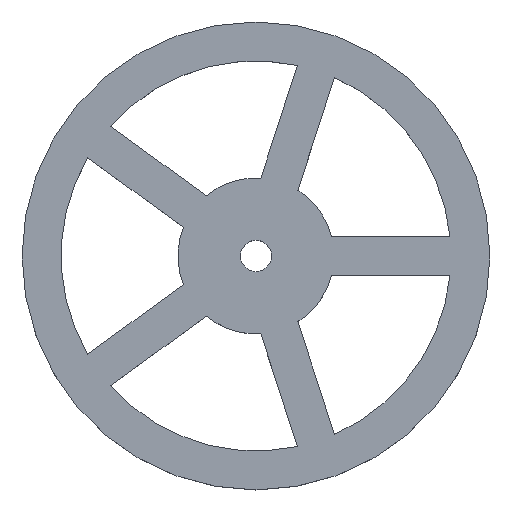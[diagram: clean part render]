
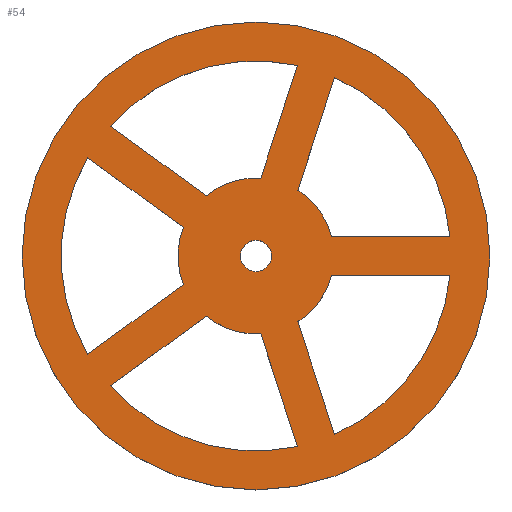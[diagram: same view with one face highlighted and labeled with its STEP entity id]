
A CAD part, top view. The second image highlights one B-rep face of the part: STEP entity #54.
In plain terms, the highlighted planar face has unit normal (0, 0, 1).
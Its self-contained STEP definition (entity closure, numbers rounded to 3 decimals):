
#54=ADVANCED_FACE('',(#96,#98,#100,#102,#104,#106,#108),#110,.T.);
#96=FACE_BOUND('',#97,.T.);
#97=EDGE_LOOP('',(#295));
#98=FACE_BOUND('',#99,.T.);
#99=EDGE_LOOP('',(#296));
#100=FACE_BOUND('',#101,.T.);
#101=EDGE_LOOP('',(#297,#298,#299,#300));
#102=FACE_BOUND('',#103,.T.);
#103=EDGE_LOOP('',(#301,#302,#303,#304));
#104=FACE_BOUND('',#105,.T.);
#105=EDGE_LOOP('',(#305,#306,#307,#308));
#106=FACE_BOUND('',#107,.T.);
#107=EDGE_LOOP('',(#309,#310,#311,#312));
#108=FACE_BOUND('',#109,.T.);
#109=EDGE_LOOP('',(#313,#314,#315,#316));
#110=PLANE('',#111);
#111=AXIS2_PLACEMENT_3D('',#112,#113,#114);
#112=CARTESIAN_POINT('',(0.,0.,7.));
#113=DIRECTION('',(0.,0.,1.));
#114=DIRECTION('',(-1.,0.,0.));
#295=ORIENTED_EDGE('',*,*,#423,.T.);
#296=ORIENTED_EDGE('',*,*,#424,.T.);
#297=ORIENTED_EDGE('',*,*,#425,.T.);
#298=ORIENTED_EDGE('',*,*,#426,.T.);
#299=ORIENTED_EDGE('',*,*,#427,.T.);
#300=ORIENTED_EDGE('',*,*,#428,.T.);
#301=ORIENTED_EDGE('',*,*,#429,.T.);
#302=ORIENTED_EDGE('',*,*,#430,.T.);
#303=ORIENTED_EDGE('',*,*,#431,.T.);
#304=ORIENTED_EDGE('',*,*,#432,.T.);
#305=ORIENTED_EDGE('',*,*,#433,.T.);
#306=ORIENTED_EDGE('',*,*,#434,.T.);
#307=ORIENTED_EDGE('',*,*,#435,.T.);
#308=ORIENTED_EDGE('',*,*,#436,.T.);
#309=ORIENTED_EDGE('',*,*,#437,.T.);
#310=ORIENTED_EDGE('',*,*,#438,.T.);
#311=ORIENTED_EDGE('',*,*,#439,.T.);
#312=ORIENTED_EDGE('',*,*,#440,.T.);
#313=ORIENTED_EDGE('',*,*,#441,.T.);
#314=ORIENTED_EDGE('',*,*,#442,.T.);
#315=ORIENTED_EDGE('',*,*,#443,.T.);
#316=ORIENTED_EDGE('',*,*,#444,.T.);
#423=EDGE_CURVE('',#509,#509,#510,.T.);
#424=EDGE_CURVE('',#511,#511,#512,.F.);
#425=EDGE_CURVE('',#513,#514,#515,.F.);
#426=EDGE_CURVE('',#514,#516,#517,.F.);
#427=EDGE_CURVE('',#516,#518,#519,.F.);
#428=EDGE_CURVE('',#518,#513,#520,.F.);
#429=EDGE_CURVE('',#521,#522,#523,.F.);
#430=EDGE_CURVE('',#522,#524,#525,.F.);
#431=EDGE_CURVE('',#524,#526,#527,.F.);
#432=EDGE_CURVE('',#526,#521,#528,.F.);
#433=EDGE_CURVE('',#529,#530,#531,.F.);
#434=EDGE_CURVE('',#530,#532,#533,.F.);
#435=EDGE_CURVE('',#532,#534,#535,.F.);
#436=EDGE_CURVE('',#534,#529,#536,.F.);
#437=EDGE_CURVE('',#537,#538,#539,.F.);
#438=EDGE_CURVE('',#538,#540,#541,.F.);
#439=EDGE_CURVE('',#540,#542,#543,.F.);
#440=EDGE_CURVE('',#542,#537,#544,.F.);
#441=EDGE_CURVE('',#545,#546,#547,.F.);
#442=EDGE_CURVE('',#546,#548,#549,.F.);
#443=EDGE_CURVE('',#548,#550,#551,.F.);
#444=EDGE_CURVE('',#550,#545,#552,.F.);
#509=VERTEX_POINT('',#673);
#510=CIRCLE('',#674,30.);
#511=VERTEX_POINT('',#678);
#512=CIRCLE('',#679,2.);
#513=VERTEX_POINT('',#683);
#514=VERTEX_POINT('',#684);
#515=CIRCLE('',#685,10.);
#516=VERTEX_POINT('',#689);
#517=LINE('',#690,#691);
#518=VERTEX_POINT('',#693);
#519=CIRCLE('',#694,25.);
#520=LINE('',#698,#699);
#521=VERTEX_POINT('',#701);
#522=VERTEX_POINT('',#702);
#523=CIRCLE('',#703,10.);
#524=VERTEX_POINT('',#707);
#525=LINE('',#708,#709);
#526=VERTEX_POINT('',#711);
#527=CIRCLE('',#712,25.);
#528=LINE('',#716,#717);
#529=VERTEX_POINT('',#719);
#530=VERTEX_POINT('',#720);
#531=LINE('',#721,#722);
#532=VERTEX_POINT('',#724);
#533=CIRCLE('',#725,25.);
#534=VERTEX_POINT('',#729);
#535=LINE('',#730,#731);
#536=CIRCLE('',#733,10.);
#537=VERTEX_POINT('',#737);
#538=VERTEX_POINT('',#738);
#539=LINE('',#739,#740);
#540=VERTEX_POINT('',#742);
#541=CIRCLE('',#743,25.);
#542=VERTEX_POINT('',#747);
#543=LINE('',#748,#749);
#544=CIRCLE('',#751,10.);
#545=VERTEX_POINT('',#755);
#546=VERTEX_POINT('',#756);
#547=LINE('',#757,#758);
#548=VERTEX_POINT('',#760);
#549=CIRCLE('',#761,25.);
#550=VERTEX_POINT('',#765);
#551=LINE('',#766,#767);
#552=CIRCLE('',#769,10.);
#673=CARTESIAN_POINT('',(-30.,0.,7.));
#674=AXIS2_PLACEMENT_3D('',#675,#676,#677);
#675=CARTESIAN_POINT('',(0.,0.,7.));
#676=DIRECTION('',(0.,0.,1.));
#677=DIRECTION('',(-1.,0.,0.));
#678=CARTESIAN_POINT('',(-2.,0.,7.));
#679=AXIS2_PLACEMENT_3D('',#680,#681,#682);
#680=CARTESIAN_POINT('',(0.,0.,7.));
#681=DIRECTION('',(0.,0.,1.));
#682=DIRECTION('',(-1.,0.,0.));
#683=CARTESIAN_POINT('',(5.37,-8.436,7.));
#684=CARTESIAN_POINT('',(9.682,-2.5,7.));
#685=AXIS2_PLACEMENT_3D('',#686,#687,#688);
#686=CARTESIAN_POINT('',(0.,0.,7.));
#687=DIRECTION('',(0.,0.,-1.));
#688=DIRECTION('',(0.968,-0.25,0.));
#689=CARTESIAN_POINT('',(24.875,-2.5,7.));
#690=CARTESIAN_POINT('',(24.875,-2.5,7.));
#691=VECTOR('',#692,1.);
#692=DIRECTION('',(-1.,0.,0.));
#693=CARTESIAN_POINT('',(10.064,-22.885,7.));
#694=AXIS2_PLACEMENT_3D('',#695,#696,#697);
#695=CARTESIAN_POINT('',(0.,0.,7.));
#696=DIRECTION('',(0.,0.,1.));
#697=DIRECTION('',(0.403,-0.915,0.));
#698=CARTESIAN_POINT('',(5.37,-8.436,7.));
#699=VECTOR('',#700,1.);
#700=DIRECTION('',(0.309,-0.951,0.));
#701=CARTESIAN_POINT('',(-6.364,-7.714,7.));
#702=CARTESIAN_POINT('',(0.614,-9.981,7.));
#703=AXIS2_PLACEMENT_3D('',#704,#705,#706);
#704=CARTESIAN_POINT('',(0.,0.,7.));
#705=DIRECTION('',(0.,0.,-1.));
#706=DIRECTION('',(0.061,-0.998,0.));
#707=CARTESIAN_POINT('',(5.309,-24.43,7.));
#708=CARTESIAN_POINT('',(5.309,-24.43,7.));
#709=VECTOR('',#710,1.);
#710=DIRECTION('',(-0.309,0.951,0.));
#711=CARTESIAN_POINT('',(-18.655,-16.644,7.));
#712=AXIS2_PLACEMENT_3D('',#713,#714,#715);
#713=CARTESIAN_POINT('',(0.,0.,7.));
#714=DIRECTION('',(0.,0.,1.));
#715=DIRECTION('',(-0.746,-0.666,0.));
#716=CARTESIAN_POINT('',(-6.364,-7.714,7.));
#717=VECTOR('',#718,1.);
#718=DIRECTION('',(-0.809,-0.588,0.));
#719=CARTESIAN_POINT('',(5.37,8.436,7.));
#720=CARTESIAN_POINT('',(10.064,22.885,7.));
#721=CARTESIAN_POINT('',(10.064,22.885,7.));
#722=VECTOR('',#723,1.);
#723=DIRECTION('',(-0.309,-0.951,0.));
#724=CARTESIAN_POINT('',(24.875,2.5,7.));
#725=AXIS2_PLACEMENT_3D('',#726,#727,#728);
#726=CARTESIAN_POINT('',(0.,0.,7.));
#727=DIRECTION('',(0.,0.,1.));
#728=DIRECTION('',(0.995,0.1,0.));
#729=CARTESIAN_POINT('',(9.682,2.5,7.));
#730=CARTESIAN_POINT('',(9.682,2.5,7.));
#731=VECTOR('',#732,1.);
#732=DIRECTION('',(1.,0.,0.));
#733=AXIS2_PLACEMENT_3D('',#734,#735,#736);
#734=CARTESIAN_POINT('',(0.,0.,7.));
#735=DIRECTION('',(0.,0.,-1.));
#736=DIRECTION('',(0.537,0.844,0.));
#737=CARTESIAN_POINT('',(-6.364,7.714,7.));
#738=CARTESIAN_POINT('',(-18.655,16.644,7.));
#739=CARTESIAN_POINT('',(-18.655,16.644,7.));
#740=VECTOR('',#741,1.);
#741=DIRECTION('',(0.809,-0.588,0.));
#742=CARTESIAN_POINT('',(5.309,24.43,7.));
#743=AXIS2_PLACEMENT_3D('',#744,#745,#746);
#744=CARTESIAN_POINT('',(0.,0.,7.));
#745=DIRECTION('',(0.,0.,1.));
#746=DIRECTION('',(0.212,0.977,0.));
#747=CARTESIAN_POINT('',(0.614,9.981,7.));
#748=CARTESIAN_POINT('',(0.614,9.981,7.));
#749=VECTOR('',#750,1.);
#750=DIRECTION('',(0.309,0.951,0.));
#751=AXIS2_PLACEMENT_3D('',#752,#753,#754);
#752=CARTESIAN_POINT('',(0.,0.,7.));
#753=DIRECTION('',(0.,0.,-1.));
#754=DIRECTION('',(-0.636,0.771,0.));
#755=CARTESIAN_POINT('',(-9.303,-3.669,7.));
#756=CARTESIAN_POINT('',(-21.594,-12.598,7.));
#757=CARTESIAN_POINT('',(-21.594,-12.598,7.));
#758=VECTOR('',#759,1.);
#759=DIRECTION('',(0.809,0.588,0.));
#760=CARTESIAN_POINT('',(-21.594,12.598,7.));
#761=AXIS2_PLACEMENT_3D('',#762,#763,#764);
#762=CARTESIAN_POINT('',(0.,0.,7.));
#763=DIRECTION('',(0.,0.,1.));
#764=DIRECTION('',(-0.864,0.504,0.));
#765=CARTESIAN_POINT('',(-9.303,3.669,7.));
#766=CARTESIAN_POINT('',(-9.303,3.669,7.));
#767=VECTOR('',#768,1.);
#768=DIRECTION('',(-0.809,0.588,0.));
#769=AXIS2_PLACEMENT_3D('',#770,#771,#772);
#770=CARTESIAN_POINT('',(0.,0.,7.));
#771=DIRECTION('',(0.,0.,-1.));
#772=DIRECTION('',(-0.93,-0.367,0.));
